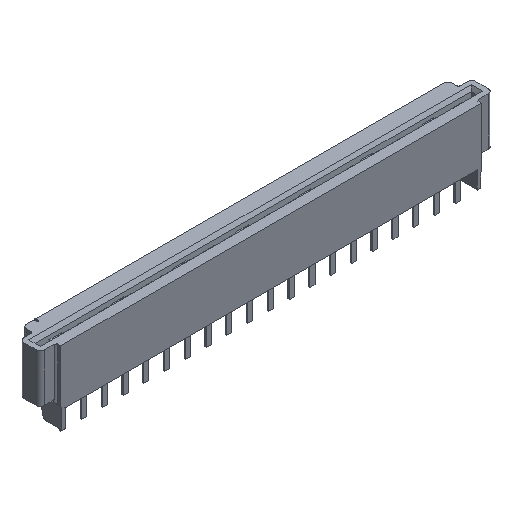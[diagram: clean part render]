
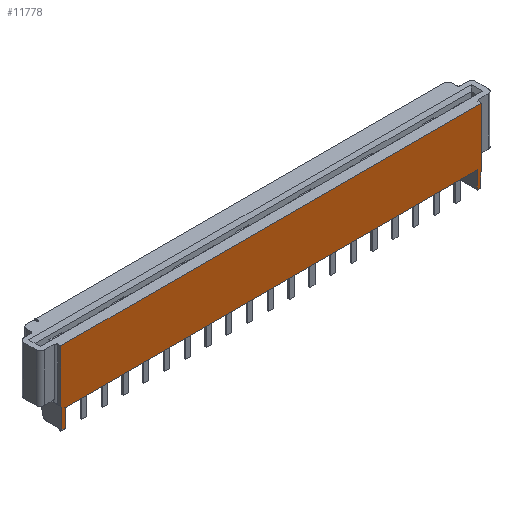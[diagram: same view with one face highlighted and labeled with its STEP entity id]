
A CAD part, isometric view. The second image highlights one B-rep face of the part: STEP entity #11778.
In plain terms, the highlighted planar face has unit normal (0, -1, 0).
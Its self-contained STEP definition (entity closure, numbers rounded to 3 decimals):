
#92=DIRECTION('',(1.,0.,0.));
#93=VECTOR('',#92,51.435);
#94=CARTESIAN_POINT('',(-25.718,-2.388,0.));
#95=LINE('',#94,#93);
#575=DIRECTION('',(1.,0.,0.));
#576=VECTOR('',#575,50.419);
#577=CARTESIAN_POINT('',(-25.21,-2.388,-6.807));
#578=LINE('',#577,#576);
#579=DIRECTION('',(-0.05,0.,0.999));
#580=VECTOR('',#579,2.543);
#581=CARTESIAN_POINT('',(-25.591,-2.388,-8.966));
#582=LINE('',#581,#580);
#583=DIRECTION('',(0.,0.,1.));
#584=VECTOR('',#583,6.426);
#585=CARTESIAN_POINT('',(-25.718,-2.388,-6.426));
#586=LINE('',#585,#584);
#587=DIRECTION('',(0.,0.,-1.));
#588=VECTOR('',#587,6.426);
#589=CARTESIAN_POINT('',(25.718,-2.388,0.));
#590=LINE('',#589,#588);
#591=DIRECTION('',(-0.05,0.,-0.999));
#592=VECTOR('',#591,2.543);
#593=CARTESIAN_POINT('',(25.718,-2.388,-6.426));
#594=LINE('',#593,#592);
#599=DIRECTION('',(0.,0.,-1.));
#600=VECTOR('',#599,2.159);
#601=CARTESIAN_POINT('',(25.21,-2.388,-6.807));
#602=LINE('',#601,#600);
#620=DIRECTION('',(1.,0.,0.));
#621=VECTOR('',#620,0.381);
#622=CARTESIAN_POINT('',(25.21,-2.388,-8.966));
#623=LINE('',#622,#621);
#900=DIRECTION('',(0.,0.,-1.));
#901=VECTOR('',#900,2.159);
#902=CARTESIAN_POINT('',(-25.21,-2.388,-6.807));
#903=LINE('',#902,#901);
#922=DIRECTION('',(1.,0.,0.));
#923=VECTOR('',#922,0.381);
#924=CARTESIAN_POINT('',(-25.591,-2.388,-8.966));
#925=LINE('',#924,#923);
#9115=CARTESIAN_POINT('',(25.21,-2.388,-8.966));
#9117=VERTEX_POINT('',#9115);
#9120=CARTESIAN_POINT('',(-25.718,-2.388,0.));
#9121=VERTEX_POINT('',#9120);
#9122=CARTESIAN_POINT('',(25.718,-2.388,0.));
#9123=VERTEX_POINT('',#9122);
#9124=CARTESIAN_POINT('',(-25.21,-2.388,-8.966));
#9126=VERTEX_POINT('',#9124);
#9162=CARTESIAN_POINT('',(25.591,-2.388,-8.966));
#9164=VERTEX_POINT('',#9162);
#9167=CARTESIAN_POINT('',(25.718,-2.388,-6.426));
#9168=VERTEX_POINT('',#9167);
#9169=CARTESIAN_POINT('',(-25.591,-2.388,-8.966));
#9170=CARTESIAN_POINT('',(-25.718,-2.388,-6.426));
#9171=VERTEX_POINT('',#9169);
#9172=VERTEX_POINT('',#9170);
#9176=CARTESIAN_POINT('',(25.21,-2.388,-6.807));
#9177=VERTEX_POINT('',#9176);
#9178=CARTESIAN_POINT('',(-25.21,-2.388,-6.807));
#9179=VERTEX_POINT('',#9178);
#11755=CARTESIAN_POINT('',(-25.718,-2.388,0.));
#11756=DIRECTION('',(0.,-1.,0.));
#11757=DIRECTION('',(1.,0.,0.));
#11758=AXIS2_PLACEMENT_3D('',#11755,#11756,#11757);
#11759=PLANE('',#11758);
#11761=ORIENTED_EDGE('',*,*,#11760,.F.);
#11762=ORIENTED_EDGE('',*,*,#11483,.F.);
#11764=ORIENTED_EDGE('',*,*,#11763,.T.);
#11766=ORIENTED_EDGE('',*,*,#11765,.F.);
#11767=ORIENTED_EDGE('',*,*,#11733,.T.);
#11768=ORIENTED_EDGE('',*,*,#11750,.T.);
#11769=ORIENTED_EDGE('',*,*,#11342,.T.);
#11771=ORIENTED_EDGE('',*,*,#11770,.T.);
#11773=ORIENTED_EDGE('',*,*,#11772,.T.);
#11775=ORIENTED_EDGE('',*,*,#11774,.F.);
#11776=EDGE_LOOP('',(#11761,#11762,#11764,#11766,#11767,#11768,#11769,#11771,
#11773,#11775));
#11777=FACE_OUTER_BOUND('',#11776,.F.);
#11342=EDGE_CURVE('',#9121,#9123,#95,.T.);
#11483=EDGE_CURVE('',#9179,#9177,#578,.T.);
#11733=EDGE_CURVE('',#9171,#9172,#582,.T.);
#11750=EDGE_CURVE('',#9172,#9121,#586,.T.);
#11760=EDGE_CURVE('',#9177,#9117,#602,.T.);
#11763=EDGE_CURVE('',#9179,#9126,#903,.T.);
#11765=EDGE_CURVE('',#9171,#9126,#925,.T.);
#11770=EDGE_CURVE('',#9123,#9168,#590,.T.);
#11772=EDGE_CURVE('',#9168,#9164,#594,.T.);
#11774=EDGE_CURVE('',#9117,#9164,#623,.T.);
#11778=ADVANCED_FACE('',(#11777),#11759,.T.);
